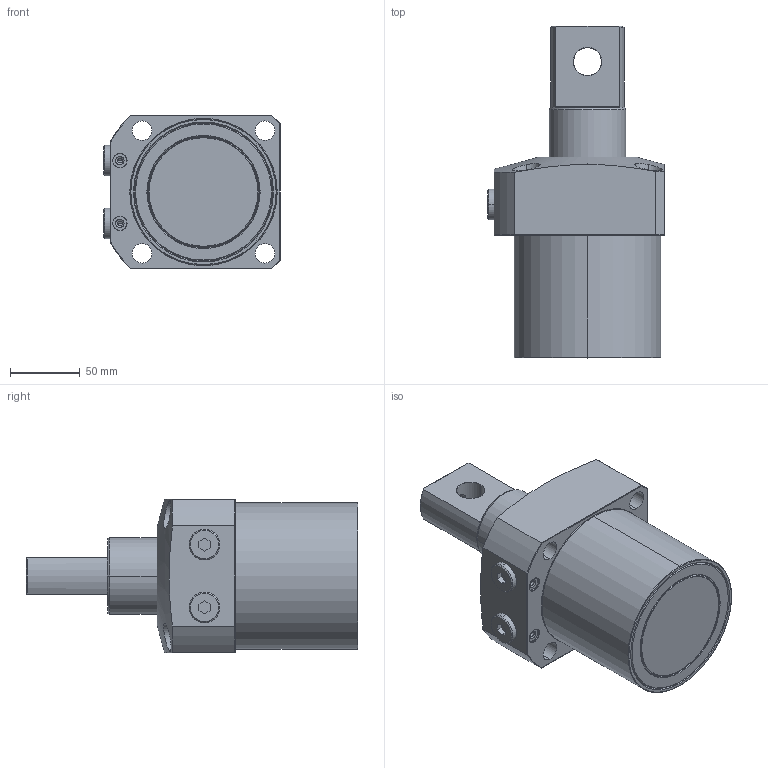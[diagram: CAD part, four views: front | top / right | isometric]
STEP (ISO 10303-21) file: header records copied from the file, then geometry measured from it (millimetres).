
FILE_DESCRIPTION (( 'STEP AP203' ), '1' );
FILE_NAME ('LHA1050-C-P.STEP', '2018-12-15T06:12:06', ( '微软用户' ), ( '微软中国' ), 'SwSTEP 2.0', 'SolidWorks 2012', '' );
FILE_SCHEMA (( 'CONFIG_CONTROL_DESIGN' ));
Length unit declared in the file: millimetre
Products named in the file (5): LHA1050-槭暌溛(蹬怮椔); LHA1050-咂衝椳紕溽_rev1; LHA1050-楓羔_蹬怮椔); Gȼ__8; LHA1050-C-P
Assembly tree (5 placements, depth 2):
  LHA1050-C-P
    LHA1050-槭暌溛(蹬怮椔)
    LHA1050-咂衝椳紕溽_rev1
    LHA1050-楓羔_蹬怮椔)
    Gȼ__8  x2
Bounding box: 126.5 x 238 x 110 mm (x, y, z)
Volume: 1568616.8 mm3; surface area: 125172.9 mm2
Topology: 5 solids, 5 shells, 169 faces, 389 edges, 241 vertices
Faces by surface type: cylinder 65, plane 51, cone 39, torus 14
Entity records: 5731 total; most frequent: CARTESIAN_POINT 1596, DIRECTION 786, ORIENTED_EDGE 722, EDGE_CURVE 361, AXIS2_PLACEMENT_3D 323, VERTEX_POINT 223, EDGE_LOOP 186, CIRCLE 159
